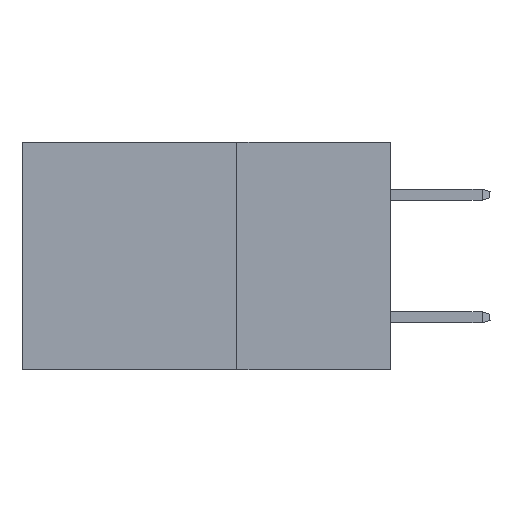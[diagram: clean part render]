
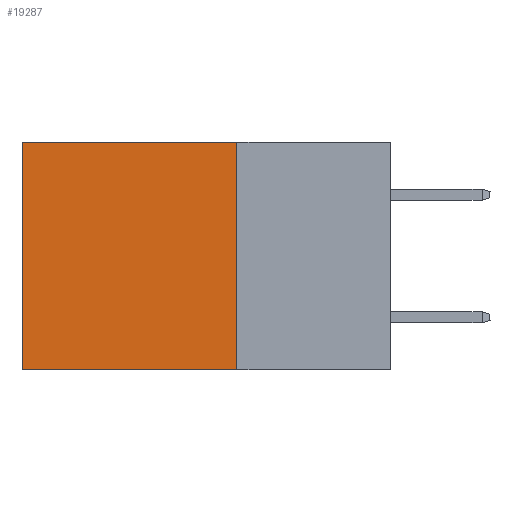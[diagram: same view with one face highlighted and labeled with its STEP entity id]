
A CAD part, left-side view. The second image highlights one B-rep face of the part: STEP entity #19287.
In plain terms, the highlighted planar face has unit normal (-1, 0, 0).
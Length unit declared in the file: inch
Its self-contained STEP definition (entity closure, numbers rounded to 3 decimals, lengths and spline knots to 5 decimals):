
#1612 = VECTOR ( 'NONE', #22746, 39.37008 ) ;
#2633 = CARTESIAN_POINT ( 'NONE',  ( 0.2875, 0.6, -0.37 ) ) ;
#3669 = EDGE_CURVE ( 'NONE', #25806, #6121, #29013, .T. ) ;
#3956 = DIRECTION ( 'NONE',  ( 1., 0., 0. ) ) ;
#3976 = VERTEX_POINT ( 'NONE', #9518 ) ;
#4387 = DIRECTION ( 'NONE',  ( 0., 0., -1. ) ) ;
#6121 = VERTEX_POINT ( 'NONE', #2633 ) ;
#6518 = CARTESIAN_POINT ( 'NONE',  ( 0.2875, 0.25, 0. ) ) ;
#8682 = VECTOR ( 'NONE', #22368, 39.37008 ) ;
#8737 = CARTESIAN_POINT ( 'NONE',  ( 0.2875, 0.25, -0.37 ) ) ;
#9518 = CARTESIAN_POINT ( 'NONE',  ( 0.2875, 0.25, 0. ) ) ;
#11266 = EDGE_CURVE ( 'NONE', #3976, #20624, #25529, .T. ) ;
#11299 = LINE ( 'NONE', #8737, #8682 ) ;
#11455 = DIRECTION ( 'NONE',  ( 0., 0., -1. ) ) ;
#12214 = VECTOR ( 'NONE', #11455, 39.37008 ) ;
#17254 = PLANE ( 'NONE',  #31027 ) ;
#17423 = EDGE_LOOP ( 'NONE', ( #20806, #20581, #18084, #28114 ) ) ;
#18084 = ORIENTED_EDGE ( 'NONE', *, *, #11266, .F. ) ;
#18757 = LINE ( 'NONE', #6518, #1612 ) ;
#19287 = ADVANCED_FACE ( 'NONE', ( #26590 ), #17254, .F. ) ;
#20581 = ORIENTED_EDGE ( 'NONE', *, *, #28410, .F. ) ;
#20624 = VERTEX_POINT ( 'NONE', #35618 ) ;
#20806 = ORIENTED_EDGE ( 'NONE', *, *, #3669, .T. ) ;
#22035 = VECTOR ( 'NONE', #4387, 39.37008 ) ;
#22368 = DIRECTION ( 'NONE',  ( 0., 1., 0. ) ) ;
#22677 = EDGE_CURVE ( 'NONE', #3976, #25806, #18757, .T. ) ;
#22746 = DIRECTION ( 'NONE',  ( 0., 1., 0. ) ) ;
#24954 = CARTESIAN_POINT ( 'NONE',  ( 0.2875, 0.6, 0. ) ) ;
#25529 = LINE ( 'NONE', #34738, #22035 ) ;
#25806 = VERTEX_POINT ( 'NONE', #31898 ) ;
#25979 = DIRECTION ( 'NONE',  ( 0., 0., -1. ) ) ;
#26590 = FACE_OUTER_BOUND ( 'NONE', #17423, .T. ) ;
#28114 = ORIENTED_EDGE ( 'NONE', *, *, #22677, .T. ) ;
#28410 = EDGE_CURVE ( 'NONE', #20624, #6121, #11299, .T. ) ;
#28415 = CARTESIAN_POINT ( 'NONE',  ( 0.2875, 0.25, 0. ) ) ;
#29013 = LINE ( 'NONE', #24954, #12214 ) ;
#31027 = AXIS2_PLACEMENT_3D ( 'NONE', #28415, #3956, #25979 ) ;
#31898 = CARTESIAN_POINT ( 'NONE',  ( 0.2875, 0.6, 0. ) ) ;
#34738 = CARTESIAN_POINT ( 'NONE',  ( 0.2875, 0.25, 0. ) ) ;
#35618 = CARTESIAN_POINT ( 'NONE',  ( 0.2875, 0.25, -0.37 ) ) ;
